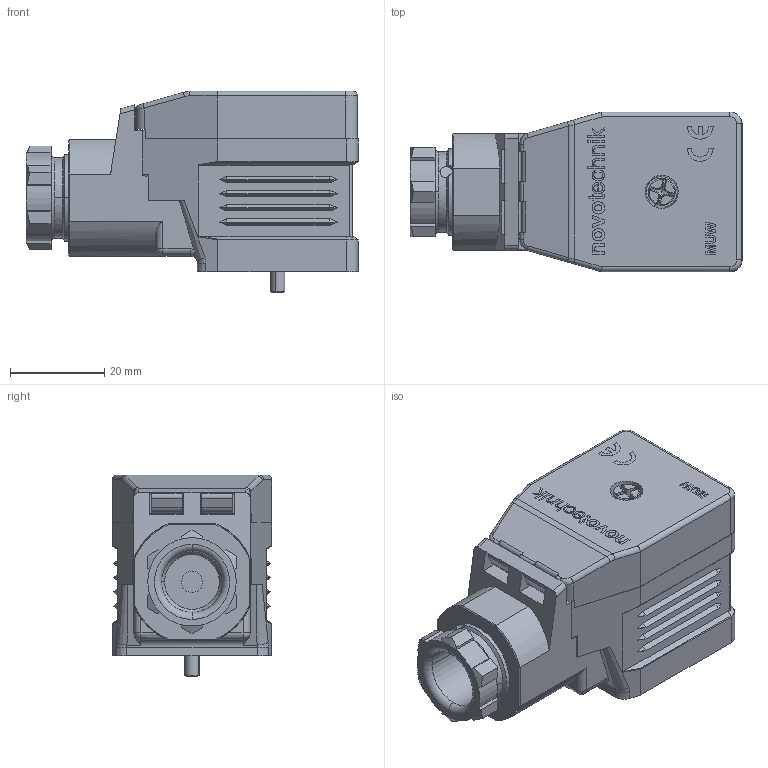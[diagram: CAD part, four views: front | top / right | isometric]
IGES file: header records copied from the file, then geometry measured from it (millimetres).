
Global section: file name: No Iges File Name specified; native system: AutoDesk Inventor R12.0; preprocessor: AutoDesk Inventor Iges Exporter R12.0; date: 20071116.105840; units: millimetre
Bounding box: 70.3 x 33.8 x 42.71 mm (x, y, z)
Volume: 57678 mm3; surface area: 21460.7 mm2
Topology: 3 solids, 3 shells, 1729 faces, 4893 edges, 3191 vertices
Faces by surface type: plane 1037, bspline 281, cylinder 192, revolution 146, cone 41, torus 20, sphere 12
